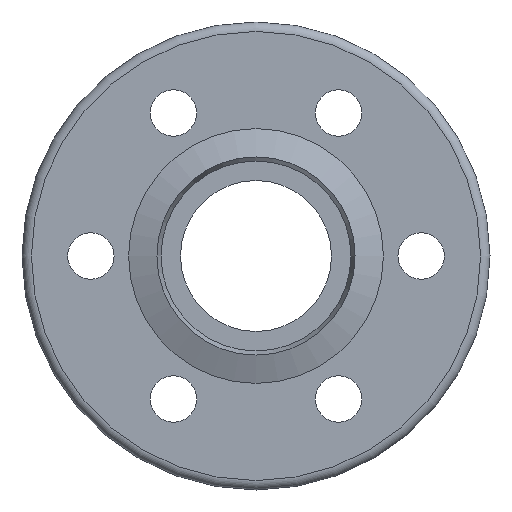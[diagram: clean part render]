
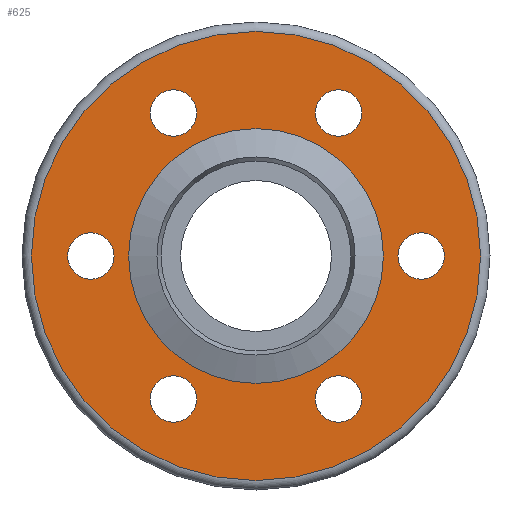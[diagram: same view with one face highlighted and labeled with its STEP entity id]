
A CAD part, left-side view. The second image highlights one B-rep face of the part: STEP entity #625.
In plain terms, the highlighted planar face has unit normal (-1, 0, 0).
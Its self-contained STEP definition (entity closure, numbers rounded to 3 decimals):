
#105=CARTESIAN_POINT('',(0.,5.44,-6.963));
#106=VERTEX_POINT('',#105);
#107=CARTESIAN_POINT('',(0.,4.375,-7.578));
#108=DIRECTION('',(1.0,0.0,0.0));
#109=DIRECTION('',(0.0,0.866,0.5));
#110=AXIS2_PLACEMENT_3D('',#107,#108,#109);
#111=CIRCLE('',#110,1.23);
#112=EDGE_CURVE('',#106,#106,#111,.T.);
#154=CARTESIAN_POINT('',(0.,-3.31,-8.192));
#155=VERTEX_POINT('',#154);
#156=CARTESIAN_POINT('',(0.,-4.375,-7.578));
#157=DIRECTION('',(1.0,0.0,0.0));
#158=DIRECTION('',(0.0,0.866,-0.5));
#159=AXIS2_PLACEMENT_3D('',#156,#157,#158);
#160=CIRCLE('',#159,1.23);
#161=EDGE_CURVE('',#155,#155,#160,.T.);
#203=CARTESIAN_POINT('',(0.,-8.75,-1.229));
#204=VERTEX_POINT('',#203);
#205=CARTESIAN_POINT('',(0.,-8.75,0.));
#206=DIRECTION('',(1.0,0.0,0.0));
#207=DIRECTION('',(0.0,0.0,-1.0));
#208=AXIS2_PLACEMENT_3D('',#205,#206,#207);
#209=CIRCLE('',#208,1.23);
#210=EDGE_CURVE('',#204,#204,#209,.T.);
#252=CARTESIAN_POINT('',(0.,-5.44,6.963));
#253=VERTEX_POINT('',#252);
#254=CARTESIAN_POINT('',(0.,-4.375,7.578));
#255=DIRECTION('',(1.,0.0,0.0));
#256=DIRECTION('',(0.0,-0.866,-0.5));
#257=AXIS2_PLACEMENT_3D('',#254,#255,#256);
#258=CIRCLE('',#257,1.23);
#259=EDGE_CURVE('',#253,#253,#258,.T.);
#301=CARTESIAN_POINT('',(0.,3.31,8.192));
#302=VERTEX_POINT('',#301);
#303=CARTESIAN_POINT('',(0.,4.375,7.578));
#304=DIRECTION('',(1.0,0.0,0.0));
#305=DIRECTION('',(0.0,-0.866,0.5));
#306=AXIS2_PLACEMENT_3D('',#303,#304,#305);
#307=CIRCLE('',#306,1.23);
#308=EDGE_CURVE('',#302,#302,#307,.T.);
#350=CARTESIAN_POINT('',(0.,8.75,1.23));
#351=VERTEX_POINT('',#350);
#352=CARTESIAN_POINT('',(0.,8.75,0.0));
#353=DIRECTION('',(1.0,0.0,0.0));
#354=DIRECTION('',(0.0,0.0,1.0));
#355=AXIS2_PLACEMENT_3D('',#352,#353,#354);
#356=CIRCLE('',#355,1.23);
#357=EDGE_CURVE('',#351,#351,#356,.T.);
#573=CARTESIAN_POINT('',(0.,6.75,0.0));
#574=VERTEX_POINT('',#573);
#575=CARTESIAN_POINT('',(0.,0.0,0.0));
#576=DIRECTION('',(1.0,0.0,0.0));
#577=DIRECTION('',(0.0,1.0,0.0));
#578=AXIS2_PLACEMENT_3D('',#575,#576,#577);
#579=CIRCLE('',#578,6.75);
#580=EDGE_CURVE('',#574,#574,#579,.T.);
#588=CARTESIAN_POINT('',(0.,9.325,0.0));
#589=DIRECTION('',(-1.0,0.0,0.0));
#590=DIRECTION('',(0.0,0.0,1.0));
#591=AXIS2_PLACEMENT_3D('',#588,#589,#590);
#592=PLANE('',#591);
#593=CARTESIAN_POINT('',(0.,11.9,0.0));
#594=VERTEX_POINT('',#593);
#595=CARTESIAN_POINT('',(0.,0.0,0.0));
#596=DIRECTION('',(1.0,0.0,0.0));
#597=DIRECTION('',(0.0,1.0,0.0));
#598=AXIS2_PLACEMENT_3D('',#595,#596,#597);
#599=CIRCLE('',#598,11.9);
#600=EDGE_CURVE('',#594,#594,#599,.T.);
#601=ORIENTED_EDGE('',*,*,#600,.F.);
#602=EDGE_LOOP('',(#601));
#603=FACE_OUTER_BOUND('',#602,.T.);
#604=ORIENTED_EDGE('',*,*,#112,.T.);
#605=EDGE_LOOP('',(#604));
#606=FACE_BOUND('',#605,.T.);
#607=ORIENTED_EDGE('',*,*,#161,.T.);
#608=EDGE_LOOP('',(#607));
#609=FACE_BOUND('',#608,.T.);
#610=ORIENTED_EDGE('',*,*,#210,.T.);
#611=EDGE_LOOP('',(#610));
#612=FACE_BOUND('',#611,.T.);
#613=ORIENTED_EDGE('',*,*,#259,.T.);
#614=EDGE_LOOP('',(#613));
#615=FACE_BOUND('',#614,.T.);
#616=ORIENTED_EDGE('',*,*,#308,.T.);
#617=EDGE_LOOP('',(#616));
#618=FACE_BOUND('',#617,.T.);
#619=ORIENTED_EDGE('',*,*,#357,.T.);
#620=EDGE_LOOP('',(#619));
#621=FACE_BOUND('',#620,.T.);
#622=ORIENTED_EDGE('',*,*,#580,.T.);
#623=EDGE_LOOP('',(#622));
#624=FACE_BOUND('',#623,.T.);
#625=ADVANCED_FACE('',(#603,#606,#609,#612,#615,#618,#621,#624),#592,.T.);
